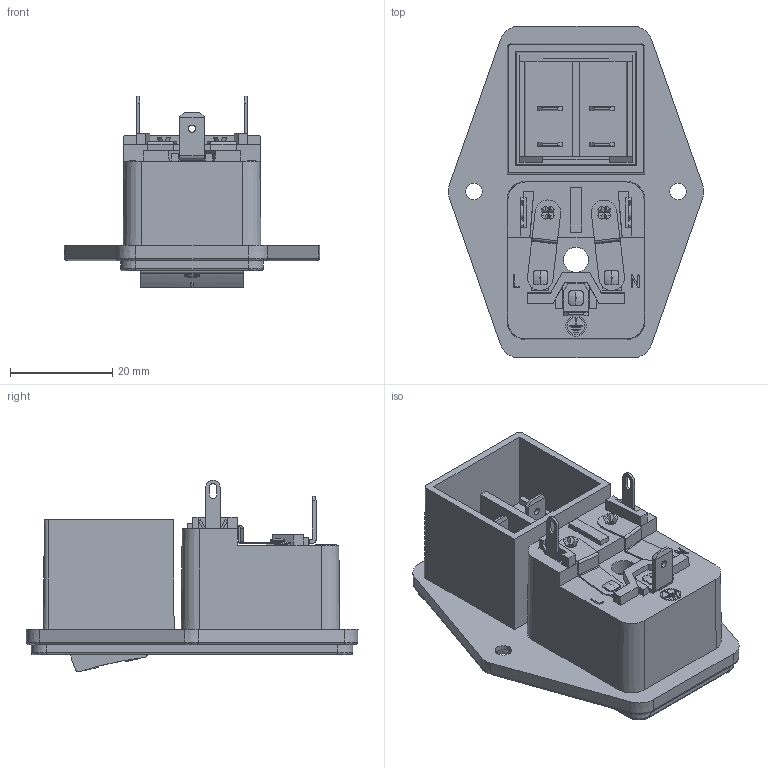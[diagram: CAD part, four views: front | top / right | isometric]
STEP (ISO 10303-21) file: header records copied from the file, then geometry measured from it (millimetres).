
FILE_DESCRIPTION (( 'STEP AP214' ), '1' );
FILE_NAME ('e_0100.3136_002.STEP', '2014-12-17T13:41:10', ( '' ), ( '' ), 'SwSTEP 2.0', 'SolidWorks 2012', '' );
FILE_SCHEMA (( 'AUTOMOTIVE_DESIGN' ));
Length unit declared in the file: millimetre
Products named in the file (1): e_0100.3136_002
Bounding box: 50 x 65 x 37.5 mm (x, y, z)
Volume: 23481.2 mm3; surface area: 20912.9 mm2
Topology: 1 solids, 3 shells, 926 faces, 2599 edges, 1688 vertices
Faces by surface type: plane 621, cylinder 156, bspline 100, cone 49
Entity records: 32570 total; most frequent: CARTESIAN_POINT 9128, ORIENTED_EDGE 5198, DIRECTION 4365, EDGE_CURVE 2599, VECTOR 1891, LINE 1891, VERTEX_POINT 1688, AXIS2_PLACEMENT_3D 1237
